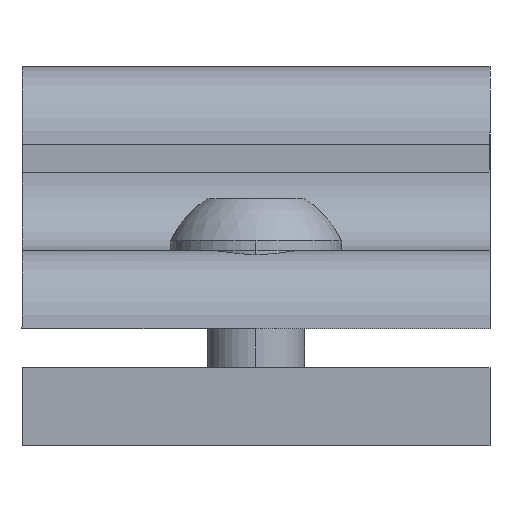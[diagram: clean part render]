
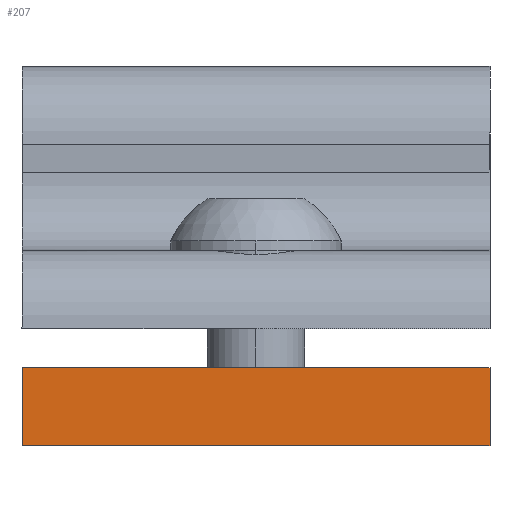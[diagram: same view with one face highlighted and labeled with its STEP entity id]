
A CAD part, front view. The second image highlights one B-rep face of the part: STEP entity #207.
In plain terms, the highlighted planar face has unit normal (0, -1, 0).
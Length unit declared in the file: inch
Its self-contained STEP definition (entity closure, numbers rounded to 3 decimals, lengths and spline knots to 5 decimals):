
#144=CARTESIAN_POINT('',(1.5,-2.254,-0.715));
#145=VERTEX_POINT('',#144);
#152=CARTESIAN_POINT('',(1.5,-2.254,-0.965));
#153=VERTEX_POINT('',#152);
#154=CARTESIAN_POINT('',(1.5,-2.254,-0.965));
#155=DIRECTION('',(0.0,0.0,1.0));
#156=VECTOR('',#155,0.25);
#157=LINE('',#154,#156);
#158=EDGE_CURVE('',#153,#145,#157,.T.);
#177=CARTESIAN_POINT('',(1.5,-2.254,-0.965));
#178=DIRECTION('',(0.0,-1.0,0.0));
#179=DIRECTION('',(0.0,0.0,-1.0));
#180=AXIS2_PLACEMENT_3D('',#177,#178,#179);
#181=PLANE('',#180);
#182=CARTESIAN_POINT('',(0.0,-2.254,-0.715));
#183=VERTEX_POINT('',#182);
#184=CARTESIAN_POINT('',(1.5,-2.254,-0.715));
#185=DIRECTION('',(-1.0,0.0,0.0));
#186=VECTOR('',#185,1.5);
#187=LINE('',#184,#186);
#188=EDGE_CURVE('',#145,#183,#187,.T.);
#189=ORIENTED_EDGE('',*,*,#188,.T.);
#190=CARTESIAN_POINT('',(0.0,-2.254,-0.965));
#191=VERTEX_POINT('',#190);
#192=CARTESIAN_POINT('',(0.0,-2.254,-0.965));
#193=DIRECTION('',(0.0,0.0,1.0));
#194=VECTOR('',#193,0.25);
#195=LINE('',#192,#194);
#196=EDGE_CURVE('',#191,#183,#195,.T.);
#197=ORIENTED_EDGE('',*,*,#196,.F.);
#198=CARTESIAN_POINT('',(0.0,-2.254,-0.965));
#199=DIRECTION('',(1.0,0.0,0.0));
#200=VECTOR('',#199,1.5);
#201=LINE('',#198,#200);
#202=EDGE_CURVE('',#191,#153,#201,.T.);
#203=ORIENTED_EDGE('',*,*,#202,.T.);
#204=ORIENTED_EDGE('',*,*,#158,.T.);
#205=EDGE_LOOP('',(#189,#197,#203,#204));
#206=FACE_OUTER_BOUND('',#205,.T.);
#207=ADVANCED_FACE('',(#206),#181,.T.);
